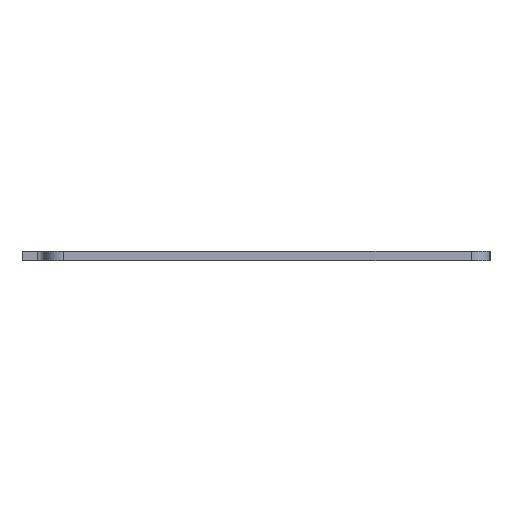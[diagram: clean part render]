
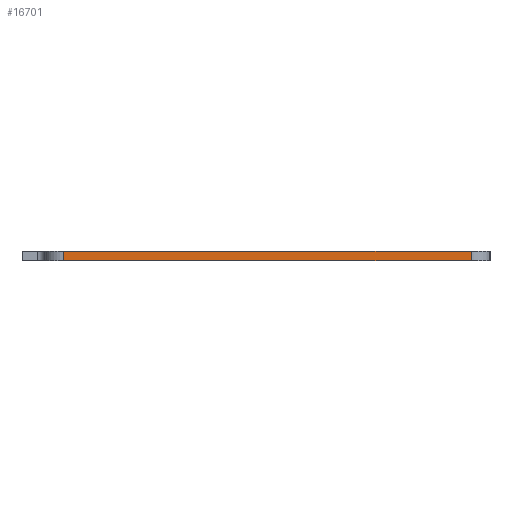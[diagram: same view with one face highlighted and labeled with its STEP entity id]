
A CAD part, left-side view. The second image highlights one B-rep face of the part: STEP entity #16701.
In plain terms, the highlighted planar face has unit normal (-1, 0, 0).
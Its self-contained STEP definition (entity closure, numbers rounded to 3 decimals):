
#55 = PLANE('',#56);
#56 = AXIS2_PLACEMENT_3D('',#57,#58,#59);
#57 = CARTESIAN_POINT('',(159.675,-65.747,0.));
#58 = DIRECTION('',(0.,0.,1.));
#59 = DIRECTION('',(1.,0.,-0.));
#83 = CYLINDRICAL_SURFACE('',#84,3.175);
#84 = AXIS2_PLACEMENT_3D('',#85,#86,#87);
#85 = CARTESIAN_POINT('',(32.091,-100.909,0.));
#86 = DIRECTION('',(-0.,-0.,-1.));
#87 = DIRECTION('',(1.,0.,-0.));
#111 = PLANE('',#112);
#112 = AXIS2_PLACEMENT_3D('',#113,#114,#115);
#113 = CARTESIAN_POINT('',(159.675,-65.747,1.6));
#114 = DIRECTION('',(0.,0.,1.));
#115 = DIRECTION('',(1.,0.,-0.));
#181 = VERTEX_POINT('',#182);
#182 = CARTESIAN_POINT('',(28.916,-32.091,0.));
#197 = CYLINDRICAL_SURFACE('',#198,3.175);
#198 = AXIS2_PLACEMENT_3D('',#199,#200,#201);
#199 = CARTESIAN_POINT('',(32.091,-32.091,0.));
#200 = DIRECTION('',(-0.,-0.,-1.));
#201 = DIRECTION('',(1.,0.,-0.));
#209 = EDGE_CURVE('',#181,#210,#212,.T.);
#210 = VERTEX_POINT('',#211);
#211 = CARTESIAN_POINT('',(28.916,-100.909,0.));
#212 = SURFACE_CURVE('',#213,(#217,#224),.PCURVE_S1.);
#213 = LINE('',#214,#215);
#214 = CARTESIAN_POINT('',(28.916,-32.091,0.));
#215 = VECTOR('',#216,1.);
#216 = DIRECTION('',(0.,-1.,0.));
#217 = PCURVE('',#55,#218);
#218 = DEFINITIONAL_REPRESENTATION('',(#219),#223);
#219 = LINE('',#220,#221);
#220 = CARTESIAN_POINT('',(-130.759,33.656));
#221 = VECTOR('',#222,1.);
#222 = DIRECTION('',(0.,-1.));
#223 = ( GEOMETRIC_REPRESENTATION_CONTEXT(2) 
PARAMETRIC_REPRESENTATION_CONTEXT() REPRESENTATION_CONTEXT('2D SPACE',''
  ) );
#224 = PCURVE('',#225,#230);
#225 = PLANE('',#226);
#226 = AXIS2_PLACEMENT_3D('',#227,#228,#229);
#227 = CARTESIAN_POINT('',(28.916,-32.091,0.));
#228 = DIRECTION('',(1.,0.,-0.));
#229 = DIRECTION('',(0.,-1.,0.));
#230 = DEFINITIONAL_REPRESENTATION('',(#231),#235);
#231 = LINE('',#232,#233);
#232 = CARTESIAN_POINT('',(0.,0.));
#233 = VECTOR('',#234,1.);
#234 = DIRECTION('',(1.,0.));
#235 = ( GEOMETRIC_REPRESENTATION_CONTEXT(2) 
PARAMETRIC_REPRESENTATION_CONTEXT() REPRESENTATION_CONTEXT('2D SPACE',''
  ) );
#9135 = VERTEX_POINT('',#9136);
#9136 = CARTESIAN_POINT('',(28.916,-32.091,1.6));
#9158 = EDGE_CURVE('',#9135,#9159,#9161,.T.);
#9159 = VERTEX_POINT('',#9160);
#9160 = CARTESIAN_POINT('',(28.916,-100.909,1.6));
#9161 = SURFACE_CURVE('',#9162,(#9166,#9173),.PCURVE_S1.);
#9162 = LINE('',#9163,#9164);
#9163 = CARTESIAN_POINT('',(28.916,-32.091,1.6));
#9164 = VECTOR('',#9165,1.);
#9165 = DIRECTION('',(0.,-1.,0.));
#9166 = PCURVE('',#111,#9167);
#9167 = DEFINITIONAL_REPRESENTATION('',(#9168),#9172);
#9168 = LINE('',#9169,#9170);
#9169 = CARTESIAN_POINT('',(-130.759,33.656));
#9170 = VECTOR('',#9171,1.);
#9171 = DIRECTION('',(0.,-1.));
#9172 = ( GEOMETRIC_REPRESENTATION_CONTEXT(2) 
PARAMETRIC_REPRESENTATION_CONTEXT() REPRESENTATION_CONTEXT('2D SPACE',''
  ) );
#9173 = PCURVE('',#225,#9174);
#9174 = DEFINITIONAL_REPRESENTATION('',(#9175),#9179);
#9175 = LINE('',#9176,#9177);
#9176 = CARTESIAN_POINT('',(0.,-1.6));
#9177 = VECTOR('',#9178,1.);
#9178 = DIRECTION('',(1.,0.));
#9179 = ( GEOMETRIC_REPRESENTATION_CONTEXT(2) 
PARAMETRIC_REPRESENTATION_CONTEXT() REPRESENTATION_CONTEXT('2D SPACE',''
  ) );
#16550 = EDGE_CURVE('',#210,#9159,#16551,.T.);
#16551 = SURFACE_CURVE('',#16552,(#16556,#16563),.PCURVE_S1.);
#16552 = LINE('',#16553,#16554);
#16553 = CARTESIAN_POINT('',(28.916,-100.909,0.));
#16554 = VECTOR('',#16555,1.);
#16555 = DIRECTION('',(0.,0.,1.));
#16556 = PCURVE('',#83,#16557);
#16557 = DEFINITIONAL_REPRESENTATION('',(#16558),#16562);
#16558 = LINE('',#16559,#16560);
#16559 = CARTESIAN_POINT('',(-3.142,0.));
#16560 = VECTOR('',#16561,1.);
#16561 = DIRECTION('',(-0.,-1.));
#16562 = ( GEOMETRIC_REPRESENTATION_CONTEXT(2) 
PARAMETRIC_REPRESENTATION_CONTEXT() REPRESENTATION_CONTEXT('2D SPACE',''
  ) );
#16563 = PCURVE('',#225,#16564);
#16564 = DEFINITIONAL_REPRESENTATION('',(#16565),#16569);
#16565 = LINE('',#16566,#16567);
#16566 = CARTESIAN_POINT('',(68.818,0.));
#16567 = VECTOR('',#16568,1.);
#16568 = DIRECTION('',(0.,-1.));
#16569 = ( GEOMETRIC_REPRESENTATION_CONTEXT(2) 
PARAMETRIC_REPRESENTATION_CONTEXT() REPRESENTATION_CONTEXT('2D SPACE',''
  ) );
#16653 = EDGE_CURVE('',#181,#9135,#16654,.T.);
#16654 = SURFACE_CURVE('',#16655,(#16659,#16666),.PCURVE_S1.);
#16655 = LINE('',#16656,#16657);
#16656 = CARTESIAN_POINT('',(28.916,-32.091,0.));
#16657 = VECTOR('',#16658,1.);
#16658 = DIRECTION('',(0.,0.,1.));
#16659 = PCURVE('',#197,#16660);
#16660 = DEFINITIONAL_REPRESENTATION('',(#16661),#16665);
#16661 = LINE('',#16662,#16663);
#16662 = CARTESIAN_POINT('',(-3.142,0.));
#16663 = VECTOR('',#16664,1.);
#16664 = DIRECTION('',(-0.,-1.));
#16665 = ( GEOMETRIC_REPRESENTATION_CONTEXT(2) 
PARAMETRIC_REPRESENTATION_CONTEXT() REPRESENTATION_CONTEXT('2D SPACE',''
  ) );
#16666 = PCURVE('',#225,#16667);
#16667 = DEFINITIONAL_REPRESENTATION('',(#16668),#16672);
#16668 = LINE('',#16669,#16670);
#16669 = CARTESIAN_POINT('',(0.,0.));
#16670 = VECTOR('',#16671,1.);
#16671 = DIRECTION('',(0.,-1.));
#16672 = ( GEOMETRIC_REPRESENTATION_CONTEXT(2) 
PARAMETRIC_REPRESENTATION_CONTEXT() REPRESENTATION_CONTEXT('2D SPACE',''
  ) );
#16701 = ADVANCED_FACE('',(#16702),#225,.F.);
#16702 = FACE_BOUND('',#16703,.F.);
#16703 = EDGE_LOOP('',(#16704,#16705,#16706,#16707));
#16704 = ORIENTED_EDGE('',*,*,#16653,.T.);
#16705 = ORIENTED_EDGE('',*,*,#9158,.T.);
#16706 = ORIENTED_EDGE('',*,*,#16550,.F.);
#16707 = ORIENTED_EDGE('',*,*,#209,.F.);
